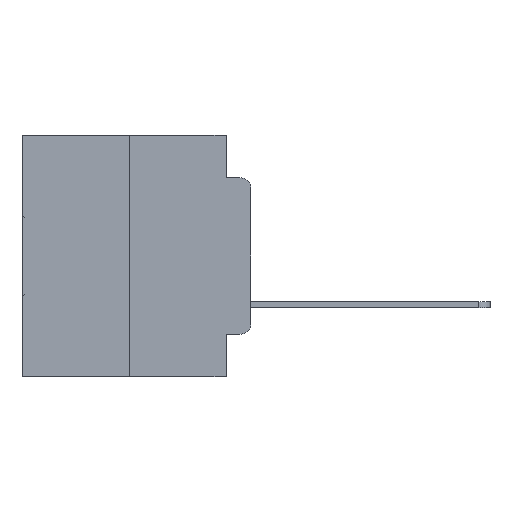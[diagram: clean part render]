
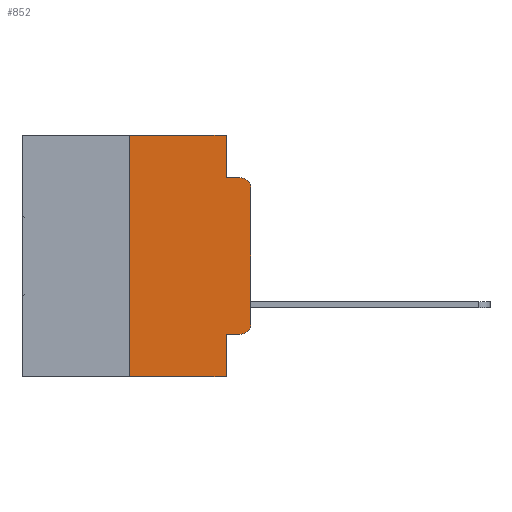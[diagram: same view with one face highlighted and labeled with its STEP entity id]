
A CAD part, left-side view. The second image highlights one B-rep face of the part: STEP entity #852.
In plain terms, the highlighted planar face has unit normal (-1, 0, 0).
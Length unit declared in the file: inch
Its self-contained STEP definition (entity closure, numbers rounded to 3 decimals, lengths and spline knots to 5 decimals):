
#745 = VECTOR ( 'NONE', #11897, 39.37008 ) ;
#852 = ADVANCED_FACE ( 'NONE', ( #14658 ), #4729, .F. ) ;
#1537 = VERTEX_POINT ( 'NONE', #27092 ) ;
#1858 = ORIENTED_EDGE ( 'NONE', *, *, #27767, .F. ) ;
#3055 = CARTESIAN_POINT ( 'NONE',  ( 0., 0.051, 0. ) ) ;
#3271 = EDGE_CURVE ( 'NONE', #30129, #6178, #25507, .T. ) ;
#3906 = CARTESIAN_POINT ( 'NONE',  ( 0., 0.051, -0.4115 ) ) ;
#4286 = EDGE_CURVE ( 'NONE', #22872, #19672, #20736, .T. ) ;
#4618 = AXIS2_PLACEMENT_3D ( 'NONE', #9406, #25615, #11741 ) ;
#4720 = VERTEX_POINT ( 'NONE', #26550 ) ;
#4729 = PLANE ( 'NONE',  #24036 ) ;
#4798 = CARTESIAN_POINT ( 'NONE',  ( 0., 0.051, -0.5 ) ) ;
#5064 = ORIENTED_EDGE ( 'NONE', *, *, #22658, .T. ) ;
#5281 = VECTOR ( 'NONE', #29391, 39.37008 ) ;
#5285 = CARTESIAN_POINT ( 'NONE',  ( 0., 0.051, -0.0885 ) ) ;
#5317 = EDGE_CURVE ( 'NONE', #30645, #29338, #25014, .T. ) ;
#5428 = CARTESIAN_POINT ( 'NONE',  ( 0., 0.051, -0.0885 ) ) ;
#6178 = VERTEX_POINT ( 'NONE', #4798 ) ;
#6262 = CARTESIAN_POINT ( 'NONE',  ( 0., 0., 0. ) ) ;
#7139 = LINE ( 'NONE', #12526, #13423 ) ;
#7165 = LINE ( 'NONE', #6262, #25047 ) ;
#8150 = DIRECTION ( 'NONE',  ( 0., 0., -1. ) ) ;
#8202 = CARTESIAN_POINT ( 'NONE',  ( 0., 0.02, -0.1085 ) ) ;
#8364 = VECTOR ( 'NONE', #26881, 39.37008 ) ;
#8916 = AXIS2_PLACEMENT_3D ( 'NONE', #8202, #24474, #10572 ) ;
#9406 = CARTESIAN_POINT ( 'NONE',  ( 0., 0.02, -0.3915 ) ) ;
#9992 = ORIENTED_EDGE ( 'NONE', *, *, #4286, .T. ) ;
#10166 = CARTESIAN_POINT ( 'NONE',  ( 0., 0., -0.3915 ) ) ;
#10352 = ORIENTED_EDGE ( 'NONE', *, *, #29288, .F. ) ;
#10572 = DIRECTION ( 'NONE',  ( 0., 0., -1. ) ) ;
#10594 = CARTESIAN_POINT ( 'NONE',  ( 0., 0.051, 0. ) ) ;
#11313 = EDGE_CURVE ( 'NONE', #19672, #13230, #21102, .T. ) ;
#11741 = DIRECTION ( 'NONE',  ( 0., 0., -1. ) ) ;
#11897 = DIRECTION ( 'NONE',  ( 0., 0., 1. ) ) ;
#12058 = VECTOR ( 'NONE', #14789, 39.37008 ) ;
#12526 = CARTESIAN_POINT ( 'NONE',  ( 0., 0.051, 0. ) ) ;
#12679 = VECTOR ( 'NONE', #8150, 39.37008 ) ;
#12922 = ORIENTED_EDGE ( 'NONE', *, *, #11313, .T. ) ;
#13202 = VERTEX_POINT ( 'NONE', #16966 ) ;
#13230 = VERTEX_POINT ( 'NONE', #10166 ) ;
#13302 = CARTESIAN_POINT ( 'NONE',  ( 0., 0.473, 0. ) ) ;
#13423 = VECTOR ( 'NONE', #25464, 39.37008 ) ;
#14503 = LINE ( 'NONE', #30302, #745 ) ;
#14658 = FACE_OUTER_BOUND ( 'NONE', #17700, .T. ) ;
#14789 = DIRECTION ( 'NONE',  ( 0., -1., 0. ) ) ;
#14824 = EDGE_CURVE ( 'NONE', #29338, #4720, #18229, .T. ) ;
#15185 = CIRCLE ( 'NONE', #8916, 0.02 ) ;
#15799 = ORIENTED_EDGE ( 'NONE', *, *, #19710, .F. ) ;
#16966 = CARTESIAN_POINT ( 'NONE',  ( 0., 0., -0.1085 ) ) ;
#17700 = EDGE_LOOP ( 'NONE', ( #21587, #5064, #24497, #19769, #15799, #10352, #18681, #1858, #9992, #12922 ) ) ;
#17789 = LINE ( 'NONE', #13302, #5281 ) ;
#18229 = LINE ( 'NONE', #5285, #12058 ) ;
#18681 = ORIENTED_EDGE ( 'NONE', *, *, #3271, .T. ) ;
#18854 = DIRECTION ( 'NONE',  ( 0., -1., 0. ) ) ;
#19358 = VECTOR ( 'NONE', #18854, 39.37008 ) ;
#19627 = CARTESIAN_POINT ( 'NONE',  ( 0., 0.473, 0. ) ) ;
#19672 = VERTEX_POINT ( 'NONE', #22443 ) ;
#19710 = EDGE_CURVE ( 'NONE', #1537, #30645, #17789, .T. ) ;
#19769 = ORIENTED_EDGE ( 'NONE', *, *, #5317, .F. ) ;
#20056 = CARTESIAN_POINT ( 'NONE',  ( 0., 0.25, -0.5 ) ) ;
#20736 = LINE ( 'NONE', #29039, #8364 ) ;
#21102 = CIRCLE ( 'NONE', #4618, 0.02 ) ;
#21587 = ORIENTED_EDGE ( 'NONE', *, *, #27230, .T. ) ;
#22443 = CARTESIAN_POINT ( 'NONE',  ( 0., 0.02, -0.4115 ) ) ;
#22651 = DIRECTION ( 'NONE',  ( 0., 0., 1. ) ) ;
#22658 = EDGE_CURVE ( 'NONE', #13202, #4720, #15185, .T. ) ;
#22872 = VERTEX_POINT ( 'NONE', #3906 ) ;
#23456 = CARTESIAN_POINT ( 'NONE',  ( 0., 0.473, -0.5 ) ) ;
#24036 = AXIS2_PLACEMENT_3D ( 'NONE', #19627, #27123, #30680 ) ;
#24474 = DIRECTION ( 'NONE',  ( -1., 0., 0. ) ) ;
#24497 = ORIENTED_EDGE ( 'NONE', *, *, #14824, .F. ) ;
#25014 = LINE ( 'NONE', #3055, #12679 ) ;
#25047 = VECTOR ( 'NONE', #22651, 39.37008 ) ;
#25464 = DIRECTION ( 'NONE',  ( 0., 0., -1. ) ) ;
#25507 = LINE ( 'NONE', #23456, #19358 ) ;
#25615 = DIRECTION ( 'NONE',  ( -1., 0., 0. ) ) ;
#26550 = CARTESIAN_POINT ( 'NONE',  ( 0., 0.02, -0.0885 ) ) ;
#26881 = DIRECTION ( 'NONE',  ( 0., -1., 0. ) ) ;
#27092 = CARTESIAN_POINT ( 'NONE',  ( 0., 0.25, 0. ) ) ;
#27123 = DIRECTION ( 'NONE',  ( 1., 0., 0. ) ) ;
#27230 = EDGE_CURVE ( 'NONE', #13230, #13202, #7165, .T. ) ;
#27767 = EDGE_CURVE ( 'NONE', #22872, #6178, #7139, .T. ) ;
#29039 = CARTESIAN_POINT ( 'NONE',  ( 0., 0.051, -0.4115 ) ) ;
#29288 = EDGE_CURVE ( 'NONE', #30129, #1537, #14503, .T. ) ;
#29338 = VERTEX_POINT ( 'NONE', #5428 ) ;
#29391 = DIRECTION ( 'NONE',  ( 0., -1., 0. ) ) ;
#30129 = VERTEX_POINT ( 'NONE', #20056 ) ;
#30302 = CARTESIAN_POINT ( 'NONE',  ( 0., 0.25, 0. ) ) ;
#30645 = VERTEX_POINT ( 'NONE', #10594 ) ;
#30680 = DIRECTION ( 'NONE',  ( 0., 0., -1. ) ) ;
